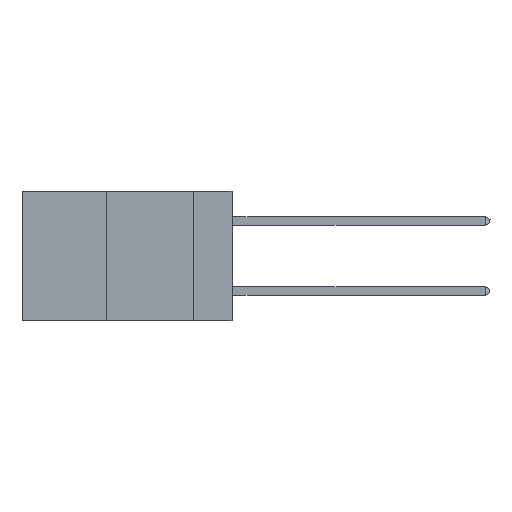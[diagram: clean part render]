
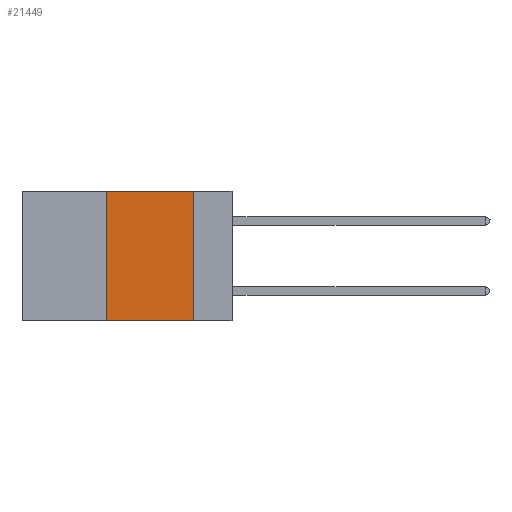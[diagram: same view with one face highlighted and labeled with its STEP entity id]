
A CAD part, left-side view. The second image highlights one B-rep face of the part: STEP entity #21449.
In plain terms, the highlighted planar face has unit normal (-1, 0, 0).
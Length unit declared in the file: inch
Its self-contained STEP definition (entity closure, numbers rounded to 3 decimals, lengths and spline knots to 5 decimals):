
#336 = VERTEX_POINT ( 'NONE', #10528 ) ;
#583 = LINE ( 'NONE', #7634, #18446 ) ;
#2225 = EDGE_LOOP ( 'NONE', ( #3545, #17431, #14331, #15877 ) ) ;
#3545 = ORIENTED_EDGE ( 'NONE', *, *, #4362, .F. ) ;
#4362 = EDGE_CURVE ( 'NONE', #6145, #15346, #5208, .T. ) ;
#5208 = LINE ( 'NONE', #10563, #8873 ) ;
#5268 = PLANE ( 'NONE',  #5759 ) ;
#5759 = AXIS2_PLACEMENT_3D ( 'NONE', #15720, #12003, #10736 ) ;
#6145 = VERTEX_POINT ( 'NONE', #17845 ) ;
#7583 = CARTESIAN_POINT ( 'NONE',  ( 0., 0.6, -0.37 ) ) ;
#7634 = CARTESIAN_POINT ( 'NONE',  ( 0., 0.36, 0. ) ) ;
#8170 = VECTOR ( 'NONE', #18522, 39.37008 ) ;
#8437 = CARTESIAN_POINT ( 'NONE',  ( 0., 0.36, -0.37 ) ) ;
#8873 = VECTOR ( 'NONE', #10680, 39.37008 ) ;
#10367 = EDGE_CURVE ( 'NONE', #22191, #15346, #22019, .T. ) ;
#10528 = CARTESIAN_POINT ( 'NONE',  ( 0., 0.36, 0. ) ) ;
#10563 = CARTESIAN_POINT ( 'NONE',  ( 0., 0.11, 0. ) ) ;
#10680 = DIRECTION ( 'NONE',  ( 0., 0., -1. ) ) ;
#10736 = DIRECTION ( 'NONE',  ( 0., 0., -1. ) ) ;
#12003 = DIRECTION ( 'NONE',  ( 1., 0., 0. ) ) ;
#13675 = LINE ( 'NONE', #13797, #13990 ) ;
#13797 = CARTESIAN_POINT ( 'NONE',  ( 0., 0.6, 0. ) ) ;
#13990 = VECTOR ( 'NONE', #20796, 39.37008 ) ;
#14331 = ORIENTED_EDGE ( 'NONE', *, *, #16466, .F. ) ;
#15275 = CARTESIAN_POINT ( 'NONE',  ( 0., 0.11, -0.37 ) ) ;
#15346 = VERTEX_POINT ( 'NONE', #15275 ) ;
#15720 = CARTESIAN_POINT ( 'NONE',  ( 0., 0.6, 0. ) ) ;
#15877 = ORIENTED_EDGE ( 'NONE', *, *, #10367, .T. ) ;
#16280 = EDGE_CURVE ( 'NONE', #336, #6145, #13675, .T. ) ;
#16466 = EDGE_CURVE ( 'NONE', #22191, #336, #583, .T. ) ;
#17431 = ORIENTED_EDGE ( 'NONE', *, *, #16280, .F. ) ;
#17845 = CARTESIAN_POINT ( 'NONE',  ( 0., 0.11, 0. ) ) ;
#18446 = VECTOR ( 'NONE', #21849, 39.37008 ) ;
#18522 = DIRECTION ( 'NONE',  ( 0., -1., 0. ) ) ;
#20667 = FACE_OUTER_BOUND ( 'NONE', #2225, .T. ) ;
#20796 = DIRECTION ( 'NONE',  ( 0., -1., 0. ) ) ;
#21449 = ADVANCED_FACE ( 'NONE', ( #20667 ), #5268, .F. ) ;
#21849 = DIRECTION ( 'NONE',  ( 0., 0., 1. ) ) ;
#22019 = LINE ( 'NONE', #7583, #8170 ) ;
#22191 = VERTEX_POINT ( 'NONE', #8437 ) ;
